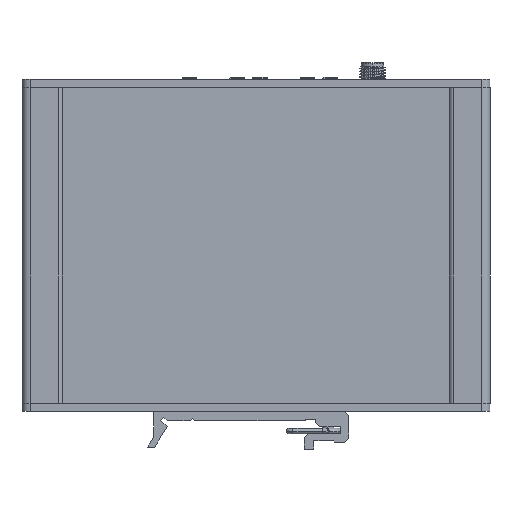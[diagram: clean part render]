
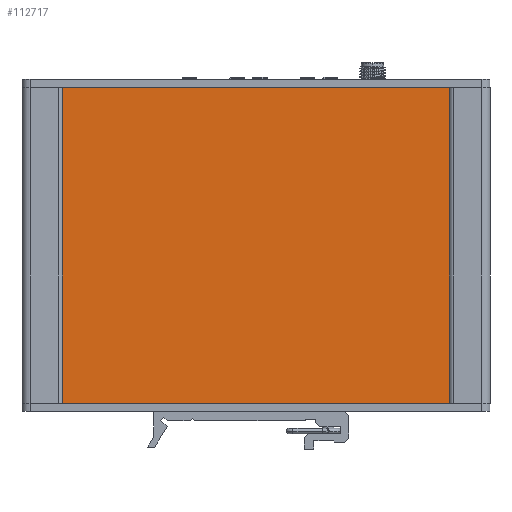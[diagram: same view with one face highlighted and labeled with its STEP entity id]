
A CAD part, front view. The second image highlights one B-rep face of the part: STEP entity #112717.
In plain terms, the highlighted planar face has unit normal (0, -1, 0).
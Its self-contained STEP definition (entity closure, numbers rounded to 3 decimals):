
#998 = CARTESIAN_POINT ( 'NONE',  ( 46.8, -20., 76.3 ) ) ;
#1019 = DIRECTION ( 'NONE',  ( 1., 0., 0. ) ) ;
#2063 = DIRECTION ( 'NONE',  ( 0., 0., 1. ) ) ;
#6300 = CARTESIAN_POINT ( 'NONE',  ( -46.8, -20., 0. ) ) ;
#9716 = DIRECTION ( 'NONE',  ( 0., 0., -1. ) ) ;
#17119 = ORIENTED_EDGE ( 'NONE', *, *, #63007, .F. ) ;
#20342 = VECTOR ( 'NONE', #28144, 1000. ) ;
#21645 = LINE ( 'NONE', #6300, #89666 ) ;
#28144 = DIRECTION ( 'NONE',  ( 0., 0., -1. ) ) ;
#32572 = ORIENTED_EDGE ( 'NONE', *, *, #73208, .F. ) ;
#34484 = VERTEX_POINT ( 'NONE', #103169 ) ;
#37946 = VECTOR ( 'NONE', #9716, 1000. ) ;
#39347 = LINE ( 'NONE', #998, #37946 ) ;
#45444 = PLANE ( 'NONE',  #78472 ) ;
#49630 = VERTEX_POINT ( 'NONE', #55928 ) ;
#50364 = LINE ( 'NONE', #106580, #74749 ) ;
#52120 = CARTESIAN_POINT ( 'NONE',  ( 46.8, -20., 0. ) ) ;
#53008 = DIRECTION ( 'NONE',  ( 0., 1., 0. ) ) ;
#53566 = CARTESIAN_POINT ( 'NONE',  ( -46.8, -20., 76.3 ) ) ;
#55928 = CARTESIAN_POINT ( 'NONE',  ( 46.8, -20., 76.3 ) ) ;
#58079 = EDGE_LOOP ( 'NONE', ( #90623, #32572, #17119, #87273 ) ) ;
#62137 = FACE_OUTER_BOUND ( 'NONE', #58079, .T. ) ;
#63007 = EDGE_CURVE ( 'NONE', #34484, #49630, #50364, .T. ) ;
#69067 = EDGE_CURVE ( 'NONE', #34484, #91796, #111302, .T. ) ;
#71294 = CARTESIAN_POINT ( 'NONE',  ( -46.8, -20., 0. ) ) ;
#73208 = EDGE_CURVE ( 'NONE', #49630, #89850, #39347, .T. ) ;
#74749 = VECTOR ( 'NONE', #1019, 1000. ) ;
#78472 = AXIS2_PLACEMENT_3D ( 'NONE', #97775, #53008, #2063 ) ;
#79630 = EDGE_CURVE ( 'NONE', #91796, #89850, #21645, .T. ) ;
#87273 = ORIENTED_EDGE ( 'NONE', *, *, #69067, .T. ) ;
#89666 = VECTOR ( 'NONE', #110741, 1000. ) ;
#89850 = VERTEX_POINT ( 'NONE', #52120 ) ;
#90623 = ORIENTED_EDGE ( 'NONE', *, *, #79630, .T. ) ;
#91796 = VERTEX_POINT ( 'NONE', #71294 ) ;
#97775 = CARTESIAN_POINT ( 'NONE',  ( -46.8, -20., 76.3 ) ) ;
#103169 = CARTESIAN_POINT ( 'NONE',  ( -46.8, -20., 76.3 ) ) ;
#106580 = CARTESIAN_POINT ( 'NONE',  ( -46.8, -20., 76.3 ) ) ;
#110741 = DIRECTION ( 'NONE',  ( 1., 0., 0. ) ) ;
#111302 = LINE ( 'NONE', #53566, #20342 ) ;
#112717 = ADVANCED_FACE ( 'NONE', ( #62137 ), #45444, .F. ) ;
